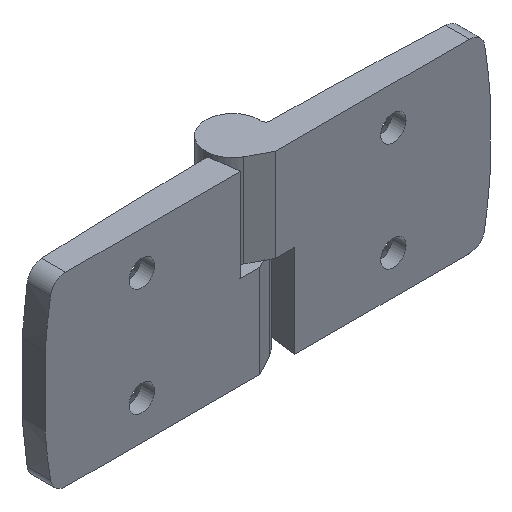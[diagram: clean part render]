
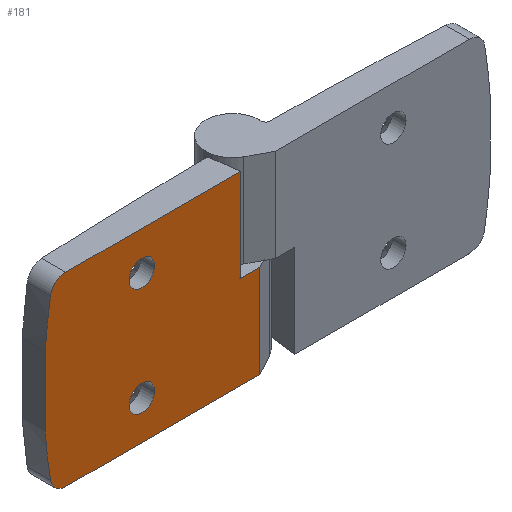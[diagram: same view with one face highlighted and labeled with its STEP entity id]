
A CAD part, isometric view. The second image highlights one B-rep face of the part: STEP entity #181.
In plain terms, the highlighted planar face has unit normal (0, -1, 0).
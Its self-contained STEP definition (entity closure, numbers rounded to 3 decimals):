
#181 = ADVANCED_FACE( '', ( #352, #353, #354 ), #355, .F. );
#352 = FACE_BOUND( '', #509, .T. );
#353 = FACE_BOUND( '', #510, .T. );
#354 = FACE_OUTER_BOUND( '', #511, .T. );
#355 = PLANE( '', #512 );
#509 = EDGE_LOOP( '', ( #835 ) );
#510 = EDGE_LOOP( '', ( #836 ) );
#511 = EDGE_LOOP( '', ( #837, #838, #839, #840, #841, #842, #843, #844, #845, #846 ) );
#512 = AXIS2_PLACEMENT_3D( '', #847, #848, #849 );
#835 = ORIENTED_EDGE( '', *, *, #964, .T. );
#836 = ORIENTED_EDGE( '', *, *, #997, .T. );
#837 = ORIENTED_EDGE( '', *, *, #943, .F. );
#838 = ORIENTED_EDGE( '', *, *, #990, .F. );
#839 = ORIENTED_EDGE( '', *, *, #914, .F. );
#840 = ORIENTED_EDGE( '', *, *, #890, .F. );
#841 = ORIENTED_EDGE( '', *, *, #998, .F. );
#842 = ORIENTED_EDGE( '', *, *, #952, .F. );
#843 = ORIENTED_EDGE( '', *, *, #894, .T. );
#844 = ORIENTED_EDGE( '', *, *, #994, .F. );
#845 = ORIENTED_EDGE( '', *, *, #920, .F. );
#846 = ORIENTED_EDGE( '', *, *, #931, .T. );
#847 = CARTESIAN_POINT( '', ( -2., -9., -24. ) );
#848 = DIRECTION( '', ( 0., 1., 0. ) );
#849 = DIRECTION( '', ( 0., 0., 1. ) );
#890 = EDGE_CURVE( '', #1035, #1037, #1038, .T. );
#894 = EDGE_CURVE( '', #1044, #1041, #1045, .T. );
#914 = EDGE_CURVE( '', #1037, #1077, #1078, .T. );
#920 = EDGE_CURVE( '', #1086, #1088, #1089, .T. );
#931 = EDGE_CURVE( '', #1086, #1102, #1105, .T. );
#943 = EDGE_CURVE( '', #1121, #1102, #1123, .T. );
#952 = EDGE_CURVE( '', #1044, #1133, #1134, .T. );
#964 = EDGE_CURVE( '', #1152, #1152, #1153, .T. );
#990 = EDGE_CURVE( '', #1077, #1121, #1185, .T. );
#994 = EDGE_CURVE( '', #1088, #1041, #1189, .T. );
#997 = EDGE_CURVE( '', #1192, #1192, #1193, .T. );
#998 = EDGE_CURVE( '', #1133, #1035, #1194, .T. );
#1035 = VERTEX_POINT( '', #1444 );
#1037 = VERTEX_POINT( '', #1447 );
#1038 = CIRCLE( '', #1448, 125.64 );
#1041 = VERTEX_POINT( '', #1452 );
#1044 = VERTEX_POINT( '', #1456 );
#1045 = LINE( '', #1457, #1458 );
#1077 = VERTEX_POINT( '', #1501 );
#1078 = LINE( '', #1502, #1503 );
#1086 = VERTEX_POINT( '', #1514 );
#1088 = VERTEX_POINT( '', #1517 );
#1089 = LINE( '', #1518, #1519 );
#1102 = VERTEX_POINT( '', #1538 );
#1105 = LINE( '', #1542, #1543 );
#1121 = VERTEX_POINT( '', #1575 );
#1123 = CIRCLE( '', #1578, 4. );
#1133 = VERTEX_POINT( '', #1590 );
#1134 = LINE( '', #1591, #1592 );
#1152 = VERTEX_POINT( '', #1613 );
#1153 = CIRCLE( '', #1614, 3.3 );
#1185 = CIRCLE( '', #1840, 125.64 );
#1189 = LINE( '', #1844, #1845 );
#1192 = VERTEX_POINT( '', #1848 );
#1193 = CIRCLE( '', #1849, 3.3 );
#1194 = CIRCLE( '', #1850, 4. );
#1444 = CARTESIAN_POINT( '', ( -56.104, -9., -20.658 ) );
#1447 = CARTESIAN_POINT( '', ( -57.5, -9., -8.871 ) );
#1448 = AXIS2_PLACEMENT_3D( '', #1869, #1870, #1871 );
#1452 = CARTESIAN_POINT( '', ( -2., -9., 0. ) );
#1456 = CARTESIAN_POINT( '', ( -2., -9., -24. ) );
#1457 = CARTESIAN_POINT( '', ( -2., -9., -24. ) );
#1458 = VECTOR( '', #1874, 1000. );
#1501 = CARTESIAN_POINT( '', ( -57.5, -9., 8.871 ) );
#1502 = CARTESIAN_POINT( '', ( -57.5, -9., -24. ) );
#1503 = VECTOR( '', #1895, 1000. );
#1514 = CARTESIAN_POINT( '', ( -7., -9., 24. ) );
#1517 = CARTESIAN_POINT( '', ( -7., -9., 0. ) );
#1518 = CARTESIAN_POINT( '', ( -7., -9., 24. ) );
#1519 = VECTOR( '', #1900, 1000. );
#1538 = CARTESIAN_POINT( '', ( -52.158, -9., 24. ) );
#1542 = CARTESIAN_POINT( '', ( -2., -9., 24. ) );
#1543 = VECTOR( '', #1908, 1000. );
#1575 = CARTESIAN_POINT( '', ( -56.104, -9., 20.658 ) );
#1578 = AXIS2_PLACEMENT_3D( '', #1926, #1927, #1928 );
#1590 = CARTESIAN_POINT( '', ( -52.158, -9., -24. ) );
#1591 = CARTESIAN_POINT( '', ( -2., -9., -24. ) );
#1592 = VECTOR( '', #1940, 1000. );
#1613 = CARTESIAN_POINT( '', ( -32.5, -9., 17.3 ) );
#1614 = AXIS2_PLACEMENT_3D( '', #1959, #1960, #1961 );
#1840 = AXIS2_PLACEMENT_3D( '', #1984, #1985, #1986 );
#1844 = CARTESIAN_POINT( '', ( -7., -9., 0. ) );
#1845 = VECTOR( '', #1987, 1000. );
#1848 = CARTESIAN_POINT( '', ( -32.5, -9., -10.7 ) );
#1849 = AXIS2_PLACEMENT_3D( '', #1988, #1989, #1990 );
#1850 = AXIS2_PLACEMENT_3D( '', #1991, #1992, #1993 );
#1869 = CARTESIAN_POINT( '', ( 67.827, -9., 0. ) );
#1870 = DIRECTION( '', ( 0., 1., 0. ) );
#1871 = DIRECTION( '', ( 1., 0., 0. ) );
#1874 = DIRECTION( '', ( 0., 0., 1. ) );
#1895 = DIRECTION( '', ( 0., 0., 1. ) );
#1900 = DIRECTION( '', ( 0., 0., -1. ) );
#1908 = DIRECTION( '', ( -1., 0., 0. ) );
#1926 = CARTESIAN_POINT( '', ( -52.158, -9., 20. ) );
#1927 = DIRECTION( '', ( 0., 1., 0. ) );
#1928 = DIRECTION( '', ( 1., 0., 0. ) );
#1940 = DIRECTION( '', ( -1., 0., 0. ) );
#1959 = CARTESIAN_POINT( '', ( -32.5, -9., 14. ) );
#1960 = DIRECTION( '', ( 0., 1., 0. ) );
#1961 = DIRECTION( '', ( 0., 0., 1. ) );
#1984 = CARTESIAN_POINT( '', ( 67.827, -9., 0. ) );
#1985 = DIRECTION( '', ( 0., 1., 0. ) );
#1986 = DIRECTION( '', ( 1., 0., 0. ) );
#1987 = DIRECTION( '', ( 1., 0., 0. ) );
#1988 = CARTESIAN_POINT( '', ( -32.5, -9., -14. ) );
#1989 = DIRECTION( '', ( 0., 1., 0. ) );
#1990 = DIRECTION( '', ( 0., 0., 1. ) );
#1991 = CARTESIAN_POINT( '', ( -52.158, -9., -20. ) );
#1992 = DIRECTION( '', ( 0., 1., 0. ) );
#1993 = DIRECTION( '', ( 1., 0., 0. ) );
